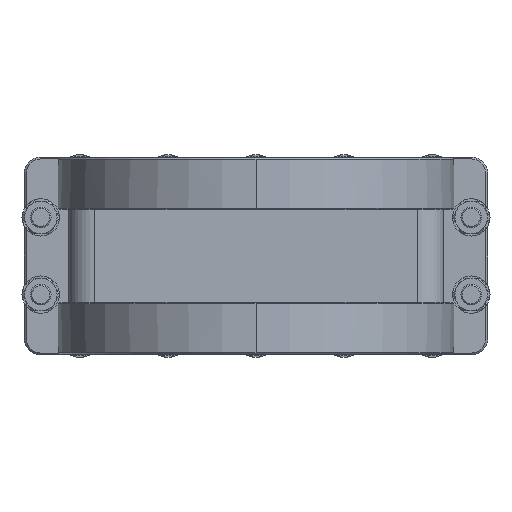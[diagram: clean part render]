
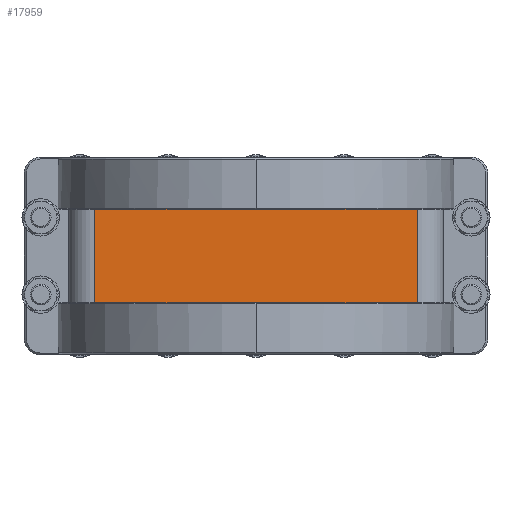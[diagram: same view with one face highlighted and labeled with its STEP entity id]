
A CAD part, front view. The second image highlights one B-rep face of the part: STEP entity #17959.
In plain terms, the highlighted planar face has unit normal (0, -1, 0).
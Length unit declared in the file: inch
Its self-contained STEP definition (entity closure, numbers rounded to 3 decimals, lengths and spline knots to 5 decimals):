
#18=DIRECTION('',(1.,0.,0.));
#19=VECTOR('',#18,1.08059);
#20=CARTESIAN_POINT('',(1.35941,-2.635,-0.7025));
#21=LINE('',#20,#19);
#27=DIRECTION('',(1.,0.,0.));
#28=VECTOR('',#27,1.08059);
#29=CARTESIAN_POINT('',(-2.44,-2.635,-0.7025));
#30=LINE('',#29,#28);
#885=DIRECTION('',(0.,0.,-1.));
#886=VECTOR('',#885,1.405);
#887=CARTESIAN_POINT('',(-2.44,-2.635,0.7025));
#888=LINE('',#887,#886);
#889=DIRECTION('',(1.,0.,0.));
#890=VECTOR('',#889,0.7957);
#891=CARTESIAN_POINT('',(-1.35941,-2.635,0.7025));
#892=LINE('',#891,#890);
#893=DIRECTION('',(-1.,0.,0.));
#894=VECTOR('',#893,0.127);
#895=CARTESIAN_POINT('',(-0.43671,-2.635,0.7025));
#896=LINE('',#895,#894);
#897=DIRECTION('',(1.,0.,0.));
#898=VECTOR('',#897,0.87343);
#899=CARTESIAN_POINT('',(-0.43671,-2.635,0.7025));
#900=LINE('',#899,#898);
#901=DIRECTION('',(-1.,0.,0.));
#902=VECTOR('',#901,0.127);
#903=CARTESIAN_POINT('',(0.56371,-2.635,0.7025));
#904=LINE('',#903,#902);
#905=DIRECTION('',(1.,0.,0.));
#906=VECTOR('',#905,0.7957);
#907=CARTESIAN_POINT('',(0.56371,-2.635,0.7025));
#908=LINE('',#907,#906);
#909=DIRECTION('',(0.,0.,-1.));
#910=VECTOR('',#909,1.405);
#911=CARTESIAN_POINT('',(2.44,-2.635,0.7025));
#912=LINE('',#911,#910);
#913=DIRECTION('',(1.,0.,0.));
#914=VECTOR('',#913,0.7957);
#915=CARTESIAN_POINT('',(0.56371,-2.635,-0.7025));
#916=LINE('',#915,#914);
#917=DIRECTION('',(1.,0.,0.));
#918=VECTOR('',#917,0.127);
#919=CARTESIAN_POINT('',(0.43671,-2.635,-0.7025));
#920=LINE('',#919,#918);
#921=DIRECTION('',(1.,0.,0.));
#922=VECTOR('',#921,0.87343);
#923=CARTESIAN_POINT('',(-0.43671,-2.635,-0.7025));
#924=LINE('',#923,#922);
#925=DIRECTION('',(1.,0.,0.));
#926=VECTOR('',#925,0.127);
#927=CARTESIAN_POINT('',(-0.56371,-2.635,-0.7025));
#928=LINE('',#927,#926);
#929=DIRECTION('',(1.,0.,0.));
#930=VECTOR('',#929,0.7957);
#931=CARTESIAN_POINT('',(-1.35941,-2.635,-0.7025));
#932=LINE('',#931,#930);
#955=DIRECTION('',(-1.,0.,0.));
#956=VECTOR('',#955,1.08059);
#957=CARTESIAN_POINT('',(2.44,-2.635,0.7025));
#958=LINE('',#957,#956);
#982=DIRECTION('',(-1.,0.,0.));
#983=VECTOR('',#982,1.08059);
#984=CARTESIAN_POINT('',(-1.35941,-2.635,0.7025));
#985=LINE('',#984,#983);
#13486=CARTESIAN_POINT('',(2.44,-2.635,-0.7025));
#13488=VERTEX_POINT('',#13486);
#13489=CARTESIAN_POINT('',(2.44,-2.635,0.7025));
#13490=VERTEX_POINT('',#13489);
#13493=CARTESIAN_POINT('',(-2.44,-2.635,-0.7025));
#13495=VERTEX_POINT('',#13493);
#13499=CARTESIAN_POINT('',(-2.44,-2.635,0.7025));
#13500=VERTEX_POINT('',#13499);
#13793=CARTESIAN_POINT('',(-0.56371,-2.635,0.7025));
#13794=CARTESIAN_POINT('',(-0.43671,-2.635,0.7025));
#13795=VERTEX_POINT('',#13793);
#13796=VERTEX_POINT('',#13794);
#13809=CARTESIAN_POINT('',(0.43671,-2.635,0.7025));
#13810=CARTESIAN_POINT('',(0.56371,-2.635,0.7025));
#13811=VERTEX_POINT('',#13809);
#13812=VERTEX_POINT('',#13810);
#13993=CARTESIAN_POINT('',(-0.56371,-2.635,-0.7025));
#13994=CARTESIAN_POINT('',(-0.43671,-2.635,-0.7025));
#13995=VERTEX_POINT('',#13993);
#13996=VERTEX_POINT('',#13994);
#14009=CARTESIAN_POINT('',(0.43671,-2.635,-0.7025));
#14010=CARTESIAN_POINT('',(0.56371,-2.635,-0.7025));
#14011=VERTEX_POINT('',#14009);
#14012=VERTEX_POINT('',#14010);
#14057=CARTESIAN_POINT('',(1.35941,-2.635,0.7025));
#14059=VERTEX_POINT('',#14057);
#14061=CARTESIAN_POINT('',(-1.35941,-2.635,0.7025));
#14062=VERTEX_POINT('',#14061);
#14095=CARTESIAN_POINT('',(1.35941,-2.635,-0.7025));
#14097=VERTEX_POINT('',#14095);
#14099=CARTESIAN_POINT('',(-1.35941,-2.635,-0.7025));
#14100=VERTEX_POINT('',#14099);
#17926=CARTESIAN_POINT('',(-2.825,-2.635,-0.7025));
#17927=DIRECTION('',(0.,-1.,0.));
#17928=DIRECTION('',(1.,0.,0.));
#17929=AXIS2_PLACEMENT_3D('',#17926,#17927,#17928);
#17930=PLANE('',#17929);
#17931=ORIENTED_EDGE('',*,*,#16680,.F.);
#17933=ORIENTED_EDGE('',*,*,#17932,.F.);
#17935=ORIENTED_EDGE('',*,*,#17934,.F.);
#17937=ORIENTED_EDGE('',*,*,#17936,.T.);
#17939=ORIENTED_EDGE('',*,*,#17938,.F.);
#17941=ORIENTED_EDGE('',*,*,#17940,.T.);
#17943=ORIENTED_EDGE('',*,*,#17942,.F.);
#17945=ORIENTED_EDGE('',*,*,#17944,.T.);
#17947=ORIENTED_EDGE('',*,*,#17946,.F.);
#17949=ORIENTED_EDGE('',*,*,#17948,.T.);
#17950=ORIENTED_EDGE('',*,*,#16668,.F.);
#17951=ORIENTED_EDGE('',*,*,#16742,.F.);
#17953=ORIENTED_EDGE('',*,*,#17952,.F.);
#17954=ORIENTED_EDGE('',*,*,#16738,.F.);
#17955=ORIENTED_EDGE('',*,*,#17918,.F.);
#17956=ORIENTED_EDGE('',*,*,#16734,.F.);
#17957=EDGE_LOOP('',(#17931,#17933,#17935,#17937,#17939,#17941,#17943,#17945,
#17947,#17949,#17950,#17951,#17953,#17954,#17955,#17956));
#17958=FACE_OUTER_BOUND('',#17957,.F.);
#17959=ADVANCED_FACE('',(#17958),#17930,.T.);
#16668=EDGE_CURVE('',#14097,#13488,#21,.T.);
#16680=EDGE_CURVE('',#13495,#14100,#30,.T.);
#16734=EDGE_CURVE('',#14100,#13995,#932,.T.);
#16738=EDGE_CURVE('',#13996,#14011,#924,.T.);
#16742=EDGE_CURVE('',#14012,#14097,#916,.T.);
#17918=EDGE_CURVE('',#13995,#13996,#928,.T.);
#17932=EDGE_CURVE('',#13500,#13495,#888,.T.);
#17934=EDGE_CURVE('',#14062,#13500,#985,.T.);
#17936=EDGE_CURVE('',#14062,#13795,#892,.T.);
#17938=EDGE_CURVE('',#13796,#13795,#896,.T.);
#17940=EDGE_CURVE('',#13796,#13811,#900,.T.);
#17942=EDGE_CURVE('',#13812,#13811,#904,.T.);
#17944=EDGE_CURVE('',#13812,#14059,#908,.T.);
#17946=EDGE_CURVE('',#13490,#14059,#958,.T.);
#17948=EDGE_CURVE('',#13490,#13488,#912,.T.);
#17952=EDGE_CURVE('',#14011,#14012,#920,.T.);
